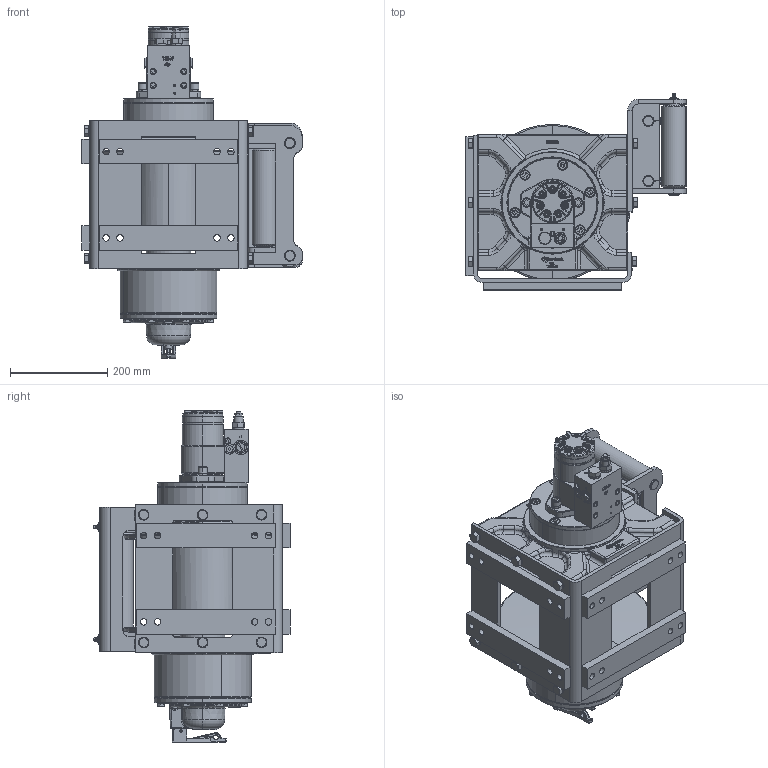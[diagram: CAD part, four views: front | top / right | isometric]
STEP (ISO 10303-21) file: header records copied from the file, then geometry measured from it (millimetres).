
FILE_DESCRIPTION((''),'2;1');
FILE_NAME('TWG-TEMP','2020-10-18T21:09:24',('Administrator'),(''),'CREO PARAMETRIC BY PTC INC, 2019030','CREO PARAMETRIC BY PTC INC, 2019030','');
FILE_SCHEMA(('AUTOMOTIVE_DESIGN { 1 0 10303 214 1 1 1 1 }'));
Products named in the file (1): TWG-TEMP
Bounding box: 454.02 x 404.24 x 684.23 mm (x, y, z)
Volume: 5097427.6 mm3; surface area: 1908458.9 mm2
Topology: 1 solids, 210 shells, 3076 faces, 10216 edges, 7120 vertices
Faces by surface type: plane 1075, cylinder 914, torus 447, cone 311, bspline 235, extrusion 62, sphere 32
Entity records: 167589 total; most frequent: CARTESIAN_POINT 62900, DIRECTION 16045, ORIENTED_EDGE 15990, EDGE_CURVE 10053, VERTEX_POINT 7120, AXIS2_PLACEMENT_3D 5752, VECTOR 4538, LINE 4476
